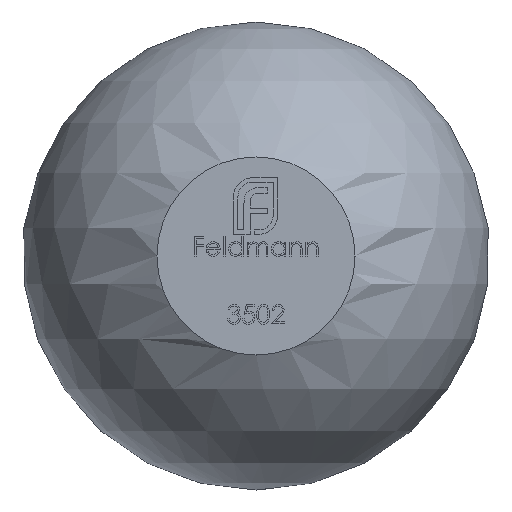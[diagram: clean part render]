
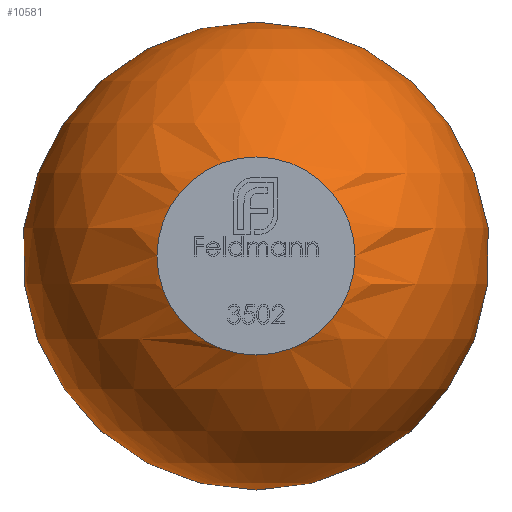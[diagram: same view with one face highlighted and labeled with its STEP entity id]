
A CAD part, front view. The second image highlights one B-rep face of the part: STEP entity #10581.
In plain terms, the highlighted spherical face has radius 6.5 mm.
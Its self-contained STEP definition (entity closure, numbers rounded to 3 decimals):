
#751 = EDGE_CURVE ( 'NONE', #7226, #7226, #2467, .T. ) ;
#1858 = ORIENTED_EDGE ( 'NONE', *, *, #751, .F. ) ;
#2467 = CIRCLE ( 'NONE', #5325, 2.75 ) ;
#2677 = DIRECTION ( 'NONE',  ( 0., -1., 0. ) ) ;
#3209 = CARTESIAN_POINT ( 'NONE',  ( 0., 55.89, 0. ) ) ;
#4444 = DIRECTION ( 'NONE',  ( 0., 0., -1. ) ) ;
#4584 = FACE_OUTER_BOUND ( 'NONE', #5072, .T. ) ;
#5072 = EDGE_LOOP ( 'NONE', ( #1858 ) ) ;
#5325 = AXIS2_PLACEMENT_3D ( 'NONE', #9966, #2677, #4444 ) ;
#5944 = DIRECTION ( 'NONE',  ( -1., 0., 0. ) ) ;
#6955 = SPHERICAL_SURFACE ( 'NONE', #11723, 6.5 ) ;
#7226 = VERTEX_POINT ( 'NONE', #7368 ) ;
#7368 = CARTESIAN_POINT ( 'NONE',  ( 0., 50., -2.75 ) ) ;
#9966 = CARTESIAN_POINT ( 'NONE',  ( 0., 50., 0. ) ) ;
#10581 = ADVANCED_FACE ( 'NONE', ( #4584 ), #6955, .T. ) ;
#11360 = DIRECTION ( 'NONE',  ( 0., 0., -1. ) ) ;
#11723 = AXIS2_PLACEMENT_3D ( 'NONE', #3209, #11360, #5944 ) ;
